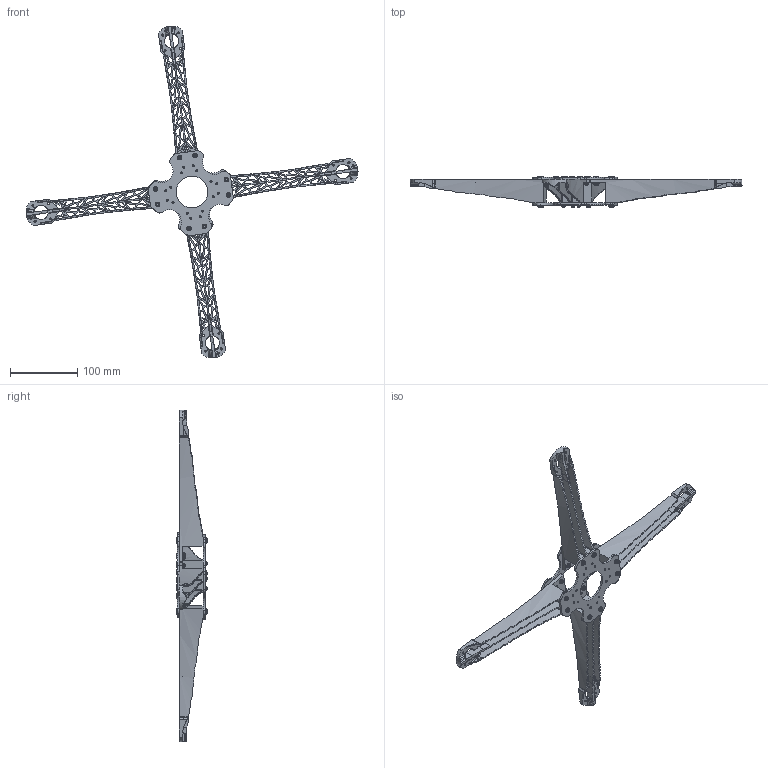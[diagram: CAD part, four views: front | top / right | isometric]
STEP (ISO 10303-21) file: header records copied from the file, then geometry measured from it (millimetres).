
FILE_DESCRIPTION(/* description */ (''),/* implementation_level */ '2;1');
FILE_NAME(/* name */ 'ZespółRama.stp',/* time_stamp */ '2024-05-03T13:16:16+02:00',/* author */ ('Jamro'),/* organization */ (''),/* preprocessor_version */ 'ST-DEVELOPER v19',/* originating_system */ 'Autodesk Inventor 2023',/* authorisation */ '');
FILE_SCHEMA (('AUTOMOTIVE_DESIGN { 1 0 10303 214 3 1 1 }'));
Length unit declared in the file: millimetre
Products named in the file (7): ZespółRama; góra; ramie; ANSI B18.3.4M - M3 x 0.5 x 45, BHSBHCSM; BS 4168 - M3 x 12; ISO 7089 - 3; ISO 4032 - M3
Assembly tree (54 placements, depth 2):
  ZespółRama
    góra  x2
    ramie  x4
    ANSI B18.3.4M - M3 x 0.5 x 45, BHSBHCSM  x8
    ISO 7089 - 3  x16
    ISO 4032 - M3  x16
    BS 4168 - M3 x 12  x8
Bounding box: 492.38 x 46.65 x 492.38 mm (x, y, z)
Volume: 256437.9 mm3; surface area: 208507.4 mm2
Topology: 54 solids, 54 shells, 2214 faces, 6562 edges, 4312 vertices
Faces by surface type: plane 1096, cylinder 910, cone 96, bspline 64, torus 40, sphere 8
Full cylindrical faces by diameter (mm): 2.459 x16, 3 x104, 3.2 x16, 5.7 x16, 7 x16, 47 x2
Entity records: 19240 total; most frequent: CARTESIAN_POINT 4338, ORIENTED_EDGE 3088, DIRECTION 3028, EDGE_CURVE 1544, AXIS2_PLACEMENT_3D 1064, VERTEX_POINT 1018, LINE 900, VECTOR 900
